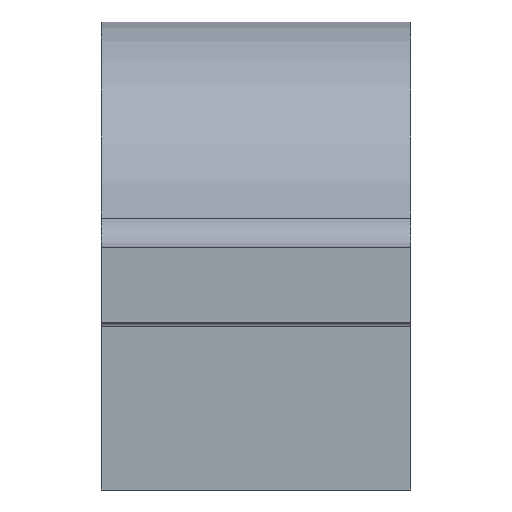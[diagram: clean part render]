
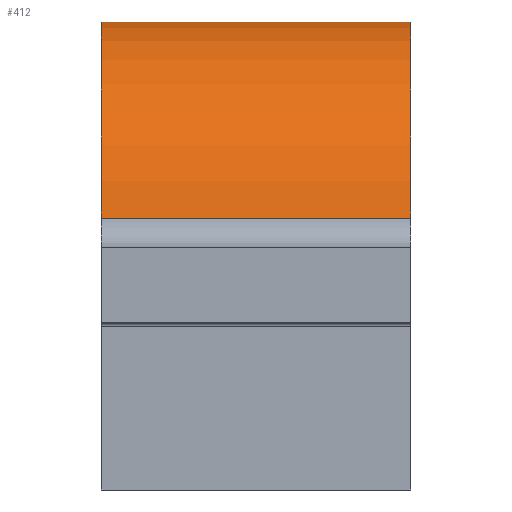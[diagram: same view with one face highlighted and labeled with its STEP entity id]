
A CAD part, front view. The second image highlights one B-rep face of the part: STEP entity #412.
In plain terms, the highlighted cylindrical face has radius 27 mm (diameter 54 mm), a partial arc.
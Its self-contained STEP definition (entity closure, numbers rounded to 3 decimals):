
#47=FACE_OUTER_BOUND('',#72,.T.);
#72=EDGE_LOOP('',(#313,#314,#315,#316));
#103=LINE('',#652,#140);
#107=LINE('',#668,#144);
#140=VECTOR('',#524,10.);
#144=VECTOR('',#538,10.);
#178=CIRCLE('',#461,27.);
#179=CIRCLE('',#462,27.);
#200=VERTEX_POINT('',#645);
#203=VERTEX_POINT('',#650);
#209=VERTEX_POINT('',#665);
#210=VERTEX_POINT('',#667);
#243=EDGE_CURVE('',#203,#200,#103,.T.);
#250=EDGE_CURVE('',#209,#210,#107,.T.);
#253=EDGE_CURVE('',#210,#203,#178,.T.);
#254=EDGE_CURVE('',#200,#209,#179,.T.);
#313=ORIENTED_EDGE('',*,*,#243,.F.);
#314=ORIENTED_EDGE('',*,*,#253,.F.);
#315=ORIENTED_EDGE('',*,*,#250,.F.);
#316=ORIENTED_EDGE('',*,*,#254,.F.);
#399=CYLINDRICAL_SURFACE('',#460,27.);
#412=ADVANCED_FACE('',(#47),#399,.T.);
#460=AXIS2_PLACEMENT_3D('',#672,#542,#543);
#461=AXIS2_PLACEMENT_3D('',#673,#544,#545);
#462=AXIS2_PLACEMENT_3D('',#674,#546,#547);
#524=DIRECTION('',(1.,0.,0.));
#538=DIRECTION('',(-1.,0.,0.));
#542=DIRECTION('center_axis',(-1.,0.,0.));
#543=DIRECTION('ref_axis',(0.,1.,0.));
#544=DIRECTION('center_axis',(-1.,0.,0.));
#545=DIRECTION('ref_axis',(0.,1.,0.));
#546=DIRECTION('center_axis',(1.,0.,0.));
#547=DIRECTION('ref_axis',(0.,1.,0.));
#645=CARTESIAN_POINT('',(0.,26.774,3.484));
#650=CARTESIAN_POINT('',(-37.,26.774,3.484));
#652=CARTESIAN_POINT('',(0.,26.774,3.484));
#665=CARTESIAN_POINT('',(0.,-26.774,3.484));
#667=CARTESIAN_POINT('',(-37.,-26.774,3.484));
#668=CARTESIAN_POINT('',(0.,-26.774,3.484));
#672=CARTESIAN_POINT('Origin',(0.,0.,0.));
#673=CARTESIAN_POINT('Origin',(-37.,0.,0.));
#674=CARTESIAN_POINT('Origin',(0.,0.,0.));
